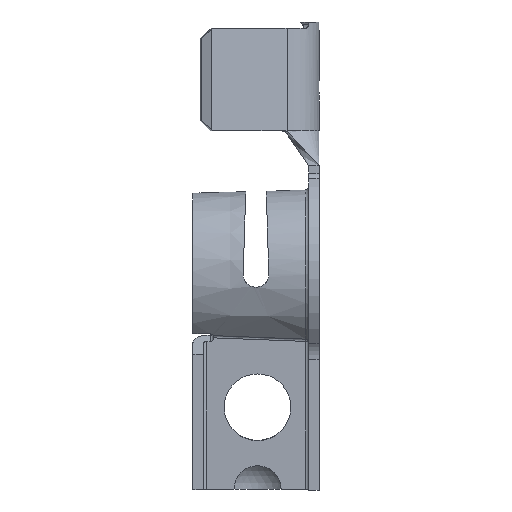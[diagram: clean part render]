
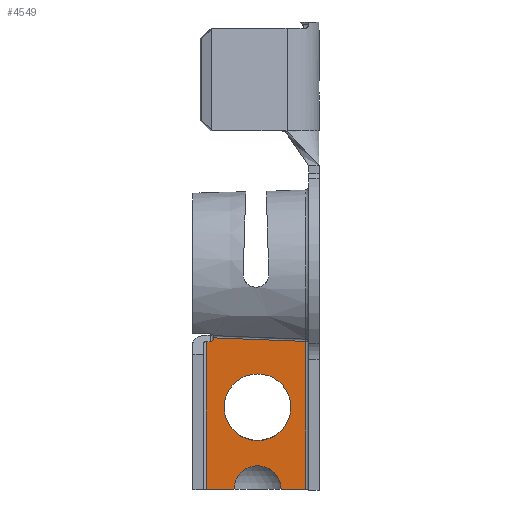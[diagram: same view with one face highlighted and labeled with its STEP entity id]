
A CAD part, left-side view. The second image highlights one B-rep face of the part: STEP entity #4549.
In plain terms, the highlighted planar face has unit normal (-1, 0, -0.029).
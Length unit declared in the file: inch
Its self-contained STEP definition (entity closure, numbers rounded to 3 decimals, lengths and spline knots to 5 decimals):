
#138 = CARTESIAN_POINT ( 'NONE',  ( -0.23848, -0.315, -1.04709 ) ) ;
#144 = EDGE_CURVE ( 'NONE', #5340, #5854, #7558, .T. ) ;
#145 = CARTESIAN_POINT ( 'NONE',  ( -0.25949, -0.549, -0.32619 ) ) ;
#280 = DIRECTION ( 'NONE',  ( 1., 0., 0.029 ) ) ;
#340 = CARTESIAN_POINT ( 'NONE',  ( -0.23848, -1.44159, -1.04709 ) ) ;
#441 = EDGE_LOOP ( 'NONE', ( #1655, #3880 ) ) ;
#471 = EDGE_CURVE ( 'NONE', #973, #1378, #5832, .T. ) ;
#593 = CARTESIAN_POINT ( 'NONE',  ( -0.25487, -0.315, -0.48483 ) ) ;
#607 = CARTESIAN_POINT ( 'NONE',  ( -0.23848, -1.44159, -1.04709 ) ) ;
#678 = CARTESIAN_POINT ( 'NONE',  ( -0.23848, -0.1, -1.04709 ) ) ;
#710 = ORIENTED_EDGE ( 'NONE', *, *, #6213, .T. ) ;
#760 = DIRECTION ( 'NONE',  ( 0.029, 0., -1. ) ) ;
#929 = VERTEX_POINT ( 'NONE', #2001 ) ;
#963 = CARTESIAN_POINT ( 'NONE',  ( -0.25946, -0.09379, -0.32739 ) ) ;
#973 = VERTEX_POINT ( 'NONE', #6383 ) ;
#1160 = VECTOR ( 'NONE', #1788, 39.37008 ) ;
#1282 = VERTEX_POINT ( 'NONE', #5030 ) ;
#1371 = LINE ( 'NONE', #678, #4445 ) ;
#1378 = VERTEX_POINT ( 'NONE', #7616 ) ;
#1389 = CARTESIAN_POINT ( 'NONE',  ( -0.25973, -0.33174, -0.31787 ) ) ;
#1478 = EDGE_CURVE ( 'NONE', #1378, #7564, #7144, .T. ) ;
#1501 = EDGE_CURVE ( 'NONE', #929, #1514, #4108, .T. ) ;
#1514 = VERTEX_POINT ( 'NONE', #5523 ) ;
#1617 = DIRECTION ( 'NONE',  ( 0., 1., 0. ) ) ;
#1655 = ORIENTED_EDGE ( 'NONE', *, *, #144, .T. ) ;
#1788 = DIRECTION ( 'NONE',  ( 0.029, 0., -1. ) ) ;
#1808 = EDGE_CURVE ( 'NONE', #4543, #6756, #3666, .T. ) ;
#1989 = CARTESIAN_POINT ( 'NONE',  ( -0.25991, -0.17725, -0.31189 ) ) ;
#2001 = CARTESIAN_POINT ( 'NONE',  ( -0.23848, -0.2, -1.04709 ) ) ;
#2185 = ORIENTED_EDGE ( 'NONE', *, *, #1501, .F. ) ;
#2317 = ORIENTED_EDGE ( 'NONE', *, *, #3010, .T. ) ;
#2348 = ORIENTED_EDGE ( 'NONE', *, *, #471, .T. ) ;
#2353 = CARTESIAN_POINT ( 'NONE',  ( -0.25946, -0.085, -0.32739 ) ) ;
#2403 = VECTOR ( 'NONE', #6743, 39.37008 ) ;
#2606 = ORIENTED_EDGE ( 'NONE', *, *, #1808, .T. ) ;
#2705 = CIRCLE ( 'NONE', #4646, 0.1625 ) ;
#2797 = DIRECTION ( 'NONE',  ( -0.029, 0., 1. ) ) ;
#3010 = EDGE_CURVE ( 'NONE', #1282, #1514, #7725, .T. ) ;
#3046 = CARTESIAN_POINT ( 'NONE',  ( -0.25946, -0.1, -0.32739 ) ) ;
#3102 = AXIS2_PLACEMENT_3D ( 'NONE', #138, #4440, #760 ) ;
#3148 = FACE_BOUND ( 'NONE', #441, .T. ) ;
#3339 = CARTESIAN_POINT ( 'NONE',  ( -0.2454, -0.315, -0.80969 ) ) ;
#3465 = DIRECTION ( 'NONE',  ( 1., 0., 0.029 ) ) ;
#3528 = AXIS2_PLACEMENT_3D ( 'NONE', #7157, #3465, #7770 ) ;
#3666 =( BOUNDED_CURVE ( )  B_SPLINE_CURVE ( 3, ( #5867, #5255, #963, #2353 ),
 .UNSPECIFIED., .F., .T. ) 
 B_SPLINE_CURVE_WITH_KNOTS ( ( 4, 4 ),
 ( 1.5708, 3.14159 ),
 .UNSPECIFIED. ) 
 CURVE ( )  GEOMETRIC_REPRESENTATION_ITEM ( )  RATIONAL_B_SPLINE_CURVE ( ( 1., 0.805, 0.805, 1. ) ) 
 REPRESENTATION_ITEM ( '' )  );
#3746 = DIRECTION ( 'NONE',  ( 0.029, 0., -1. ) ) ;
#3842 = CARTESIAN_POINT ( 'NONE',  ( -0.25957, -0.47658, -0.32343 ) ) ;
#3880 = ORIENTED_EDGE ( 'NONE', *, *, #3927, .T. ) ;
#3927 = EDGE_CURVE ( 'NONE', #5854, #5340, #2705, .T. ) ;
#3952 = DIRECTION ( 'NONE',  ( -0.029, 0., 1. ) ) ;
#3972 = CARTESIAN_POINT ( 'NONE',  ( -0.25013, -0.315, -0.64726 ) ) ;
#4034 = CARTESIAN_POINT ( 'NONE',  ( -0.25996, -0.1, -0.31008 ) ) ;
#4090 = CARTESIAN_POINT ( 'NONE',  ( -0.23848, -1.44159, -1.04709 ) ) ;
#4096 = EDGE_CURVE ( 'NONE', #973, #5905, #6635, .T. ) ;
#4108 = LINE ( 'NONE', #607, #7341 ) ;
#4121 = CARTESIAN_POINT ( 'NONE',  ( -0.25946, -0.085, -0.32739 ) ) ;
#4135 = ORIENTED_EDGE ( 'NONE', *, *, #4096, .F. ) ;
#4184 = VECTOR ( 'NONE', #3952, 39.37008 ) ;
#4227 = CIRCLE ( 'NONE', #3102, 0.115 ) ;
#4251 = LINE ( 'NONE', #3046, #2403 ) ;
#4440 = DIRECTION ( 'NONE',  ( 1., 0., 0.029 ) ) ;
#4445 = VECTOR ( 'NONE', #3746, 39.37008 ) ;
#4543 = VERTEX_POINT ( 'NONE', #4034 ) ;
#4549 = ADVANCED_FACE ( 'NONE', ( #7878, #3148 ), #6469, .T. ) ;
#4576 = DIRECTION ( 'NONE',  ( 0.029, 0., -1. ) ) ;
#4626 = VECTOR ( 'NONE', #1617, 39.37008 ) ;
#4645 = CARTESIAN_POINT ( 'NONE',  ( -0.23848, -0.43, -1.04709 ) ) ;
#4646 = AXIS2_PLACEMENT_3D ( 'NONE', #3972, #280, #4576 ) ;
#4897 = DIRECTION ( 'NONE',  ( 0., 1., 0. ) ) ;
#5030 = CARTESIAN_POINT ( 'NONE',  ( -0.25946, -0.066, -0.32739 ) ) ;
#5062 = CARTESIAN_POINT ( 'NONE',  ( -0.25965, -0.40416, -0.32066 ) ) ;
#5255 = CARTESIAN_POINT ( 'NONE',  ( -0.25967, -0.1, -0.32022 ) ) ;
#5340 = VERTEX_POINT ( 'NONE', #593 ) ;
#5436 = EDGE_CURVE ( 'NONE', #7564, #4543, #1371, .T. ) ;
#5485 = CARTESIAN_POINT ( 'NONE',  ( -0.23848, -0.066, -1.04709 ) ) ;
#5523 = CARTESIAN_POINT ( 'NONE',  ( -0.23848, -0.066, -1.04709 ) ) ;
#5676 = CARTESIAN_POINT ( 'NONE',  ( -0.25982, -0.25449, -0.31489 ) ) ;
#5826 = ORIENTED_EDGE ( 'NONE', *, *, #5436, .T. ) ;
#5832 = LINE ( 'NONE', #6224, #4184 ) ;
#5854 = VERTEX_POINT ( 'NONE', #3339 ) ;
#5867 = CARTESIAN_POINT ( 'NONE',  ( -0.25996, -0.1, -0.31008 ) ) ;
#5905 = VERTEX_POINT ( 'NONE', #4645 ) ;
#6213 = EDGE_CURVE ( 'NONE', #6756, #1282, #4251, .T. ) ;
#6224 = CARTESIAN_POINT ( 'NONE',  ( -0.23848, -0.549, -1.04709 ) ) ;
#6316 = CARTESIAN_POINT ( 'NONE',  ( -0.26, -0.1, -0.30887 ) ) ;
#6383 = CARTESIAN_POINT ( 'NONE',  ( -0.23848, -0.549, -1.04709 ) ) ;
#6469 = PLANE ( 'NONE',  #7648 ) ;
#6497 = DIRECTION ( 'NONE',  ( -1., 0., -0.029 ) ) ;
#6635 = LINE ( 'NONE', #4090, #4626 ) ;
#6743 = DIRECTION ( 'NONE',  ( 0., 1., 0. ) ) ;
#6756 = VERTEX_POINT ( 'NONE', #4121 ) ;
#6881 = EDGE_LOOP ( 'NONE', ( #4135, #2348, #7453, #5826, #2606, #710, #2317, #2185, #7136 ) ) ;
#7136 = ORIENTED_EDGE ( 'NONE', *, *, #7509, .T. ) ;
#7144 = B_SPLINE_CURVE_WITH_KNOTS ( 'NONE', 3,
 ( #145, #3842, #5062, #1389, #5676, #1989, #6316 ),
 .UNSPECIFIED., .F., .F.,
 ( 4, 3, 4 ),
 ( 0., 0.00552, 0.01141 ),
 .UNSPECIFIED. ) ;
#7157 = CARTESIAN_POINT ( 'NONE',  ( -0.25013, -0.315, -0.64726 ) ) ;
#7341 = VECTOR ( 'NONE', #4897, 39.37008 ) ;
#7453 = ORIENTED_EDGE ( 'NONE', *, *, #1478, .T. ) ;
#7509 = EDGE_CURVE ( 'NONE', #929, #5905, #4227, .T. ) ;
#7558 = CIRCLE ( 'NONE', #3528, 0.1625 ) ;
#7564 = VERTEX_POINT ( 'NONE', #7576 ) ;
#7576 = CARTESIAN_POINT ( 'NONE',  ( -0.26, -0.1, -0.30887 ) ) ;
#7616 = CARTESIAN_POINT ( 'NONE',  ( -0.25949, -0.549, -0.32619 ) ) ;
#7648 = AXIS2_PLACEMENT_3D ( 'NONE', #340, #6497, #2797 ) ;
#7725 = LINE ( 'NONE', #5485, #1160 ) ;
#7770 = DIRECTION ( 'NONE',  ( 0.029, 0., -1. ) ) ;
#7878 = FACE_OUTER_BOUND ( 'NONE', #6881, .T. ) ;
